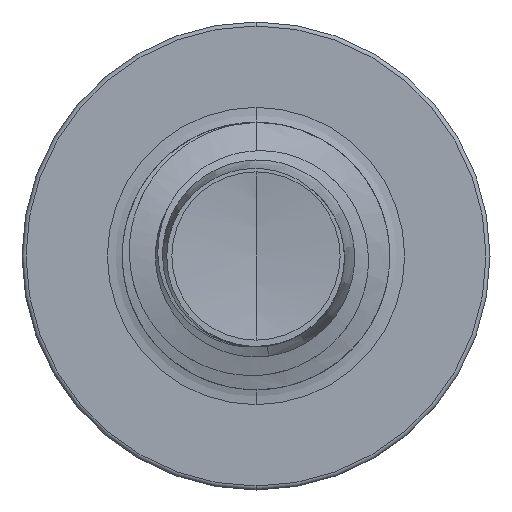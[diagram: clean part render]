
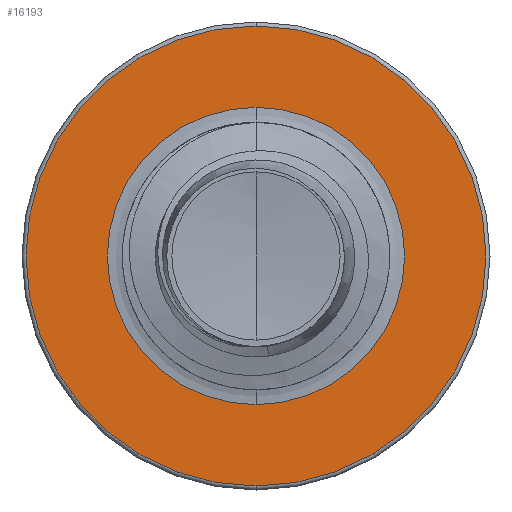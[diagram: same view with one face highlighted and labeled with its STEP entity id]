
A CAD part, front view. The second image highlights one B-rep face of the part: STEP entity #16193.
In plain terms, the highlighted planar face has unit normal (0, -1, 0).
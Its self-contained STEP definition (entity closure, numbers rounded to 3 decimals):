
#330 = AXIS2_PLACEMENT_3D ( 'NONE', #10040, #21203, #11808 ) ;
#490 = FACE_OUTER_BOUND ( 'NONE', #12166, .T. ) ;
#1028 = DIRECTION ( 'NONE',  ( 0., 0., 1. ) ) ;
#1487 = DIRECTION ( 'NONE',  ( 0., 0., 1. ) ) ;
#2021 = ORIENTED_EDGE ( 'NONE', *, *, #7120, .F. ) ;
#2081 = AXIS2_PLACEMENT_3D ( 'NONE', #21489, #12145, #1487 ) ;
#2274 = CARTESIAN_POINT ( 'NONE',  ( 0., 5.5, 1.112 ) ) ;
#2693 = ORIENTED_EDGE ( 'NONE', *, *, #13454, .T. ) ;
#2869 = CIRCLE ( 'NONE', #13752, 1.112 ) ;
#3844 = CARTESIAN_POINT ( 'NONE',  ( 0., 5.5, -1.112 ) ) ;
#5985 = CARTESIAN_POINT ( 'NONE',  ( 0., 5.5, 0. ) ) ;
#6378 = EDGE_CURVE ( 'NONE', #9754, #19016, #7075, .T. ) ;
#6397 = CARTESIAN_POINT ( 'NONE',  ( 0., 5.5, -1.112 ) ) ;
#7075 = CIRCLE ( 'NONE', #2081, 1.112 ) ;
#7120 = EDGE_CURVE ( 'NONE', #13804, #16057, #18292, .T. ) ;
#7756 = DIRECTION ( 'NONE',  ( 0., 0., 1. ) ) ;
#8553 = AXIS2_PLACEMENT_3D ( 'NONE', #6397, #11712, #1028 ) ;
#9454 = DIRECTION ( 'NONE',  ( 0., 1., 0. ) ) ;
#9754 = VERTEX_POINT ( 'NONE', #3844 ) ;
#10040 = CARTESIAN_POINT ( 'NONE',  ( 0., 5.5, 0. ) ) ;
#11229 = ORIENTED_EDGE ( 'NONE', *, *, #6378, .T. ) ;
#11694 = CIRCLE ( 'NONE', #17993, 1.72 ) ;
#11712 = DIRECTION ( 'NONE',  ( 0., 1., 0. ) ) ;
#11808 = DIRECTION ( 'NONE',  ( 0., 0., 1. ) ) ;
#12145 = DIRECTION ( 'NONE',  ( 0., 1., 0. ) ) ;
#12166 = EDGE_LOOP ( 'NONE', ( #2021, #15335 ) ) ;
#13454 = EDGE_CURVE ( 'NONE', #19016, #9754, #2869, .T. ) ;
#13515 = EDGE_CURVE ( 'NONE', #16057, #13804, #11694, .T. ) ;
#13752 = AXIS2_PLACEMENT_3D ( 'NONE', #19212, #9454, #20702 ) ;
#13804 = VERTEX_POINT ( 'NONE', #14908 ) ;
#14021 = FACE_BOUND ( 'NONE', #18206, .T. ) ;
#14908 = CARTESIAN_POINT ( 'NONE',  ( 0., 5.5, 1.72 ) ) ;
#15335 = ORIENTED_EDGE ( 'NONE', *, *, #13515, .F. ) ;
#16057 = VERTEX_POINT ( 'NONE', #19360 ) ;
#16193 = ADVANCED_FACE ( 'NONE', ( #490, #14021 ), #17983, .F. ) ;
#17764 = DIRECTION ( 'NONE',  ( 0., 1., 0. ) ) ;
#17983 = PLANE ( 'NONE',  #8553 ) ;
#17993 = AXIS2_PLACEMENT_3D ( 'NONE', #5985, #17764, #7756 ) ;
#18206 = EDGE_LOOP ( 'NONE', ( #2693, #11229 ) ) ;
#18292 = CIRCLE ( 'NONE', #330, 1.72 ) ;
#19016 = VERTEX_POINT ( 'NONE', #2274 ) ;
#19212 = CARTESIAN_POINT ( 'NONE',  ( 0., 5.5, 0. ) ) ;
#19360 = CARTESIAN_POINT ( 'NONE',  ( 0., 5.5, -1.72 ) ) ;
#20702 = DIRECTION ( 'NONE',  ( 0., 0., 1. ) ) ;
#21203 = DIRECTION ( 'NONE',  ( 0., 1., 0. ) ) ;
#21489 = CARTESIAN_POINT ( 'NONE',  ( 0., 5.5, 0. ) ) ;
